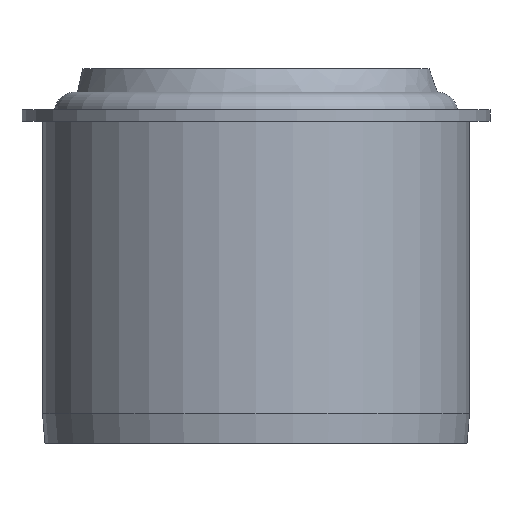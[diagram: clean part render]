
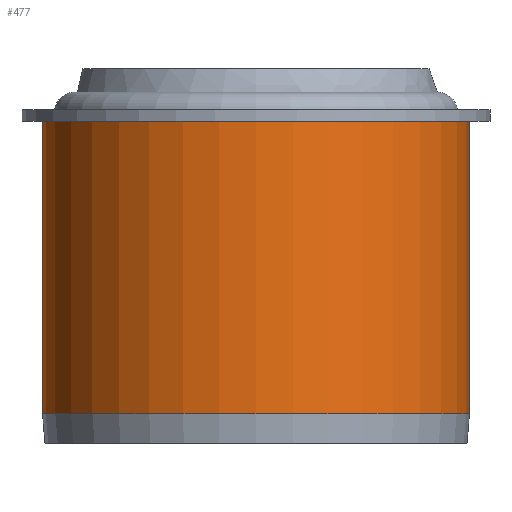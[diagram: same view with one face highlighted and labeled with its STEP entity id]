
A CAD part, front view. The second image highlights one B-rep face of the part: STEP entity #477.
In plain terms, the highlighted cylindrical face has radius 365 mm (diameter 730 mm), a full revolution.
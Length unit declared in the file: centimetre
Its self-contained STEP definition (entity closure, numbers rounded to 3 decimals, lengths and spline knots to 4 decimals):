
#49=LINE('',#967,#62);
#62=VECTOR('',#708,36.5);
#73=CYLINDRICAL_SURFACE('',#551,36.5);
#97=FACE_OUTER_BOUND('',#131,.T.);
#131=EDGE_LOOP('',(#415,#416,#417,#418));
#190=CIRCLE('',#552,36.5);
#191=CIRCLE('',#553,36.5);
#235=VERTEX_POINT('',#964);
#236=VERTEX_POINT('',#966);
#297=EDGE_CURVE('',#235,#235,#190,.T.);
#298=EDGE_CURVE('',#235,#236,#49,.T.);
#299=EDGE_CURVE('',#236,#236,#191,.T.);
#415=ORIENTED_EDGE('',*,*,#297,.F.);
#416=ORIENTED_EDGE('',*,*,#298,.T.);
#417=ORIENTED_EDGE('',*,*,#299,.F.);
#418=ORIENTED_EDGE('',*,*,#298,.F.);
#477=ADVANCED_FACE('',(#97),#73,.T.);
#551=AXIS2_PLACEMENT_3D('',#963,#704,#705);
#552=AXIS2_PLACEMENT_3D('',#965,#706,#707);
#553=AXIS2_PLACEMENT_3D('',#968,#709,#710);
#704=DIRECTION('center_axis',(0.,0.,-1.));
#705=DIRECTION('ref_axis',(-1.,0.,0.));
#706=DIRECTION('center_axis',(0.,0.,-1.));
#707=DIRECTION('ref_axis',(1.,0.,0.));
#708=DIRECTION('',(0.,0.,1.));
#709=DIRECTION('center_axis',(0.,0.,1.));
#710=DIRECTION('ref_axis',(-1.,0.,0.));
#963=CARTESIAN_POINT('Origin',(404.8348,184.8468,-3.1017));
#964=CARTESIAN_POINT('',(441.3348,184.8468,-28.1017));
#965=CARTESIAN_POINT('Origin',(404.8348,184.8468,-28.1017));
#966=CARTESIAN_POINT('',(441.3348,184.8468,21.8983));
#967=CARTESIAN_POINT('',(441.3348,184.8468,-3.1017));
#968=CARTESIAN_POINT('Origin',(404.8348,184.8468,21.8983));
